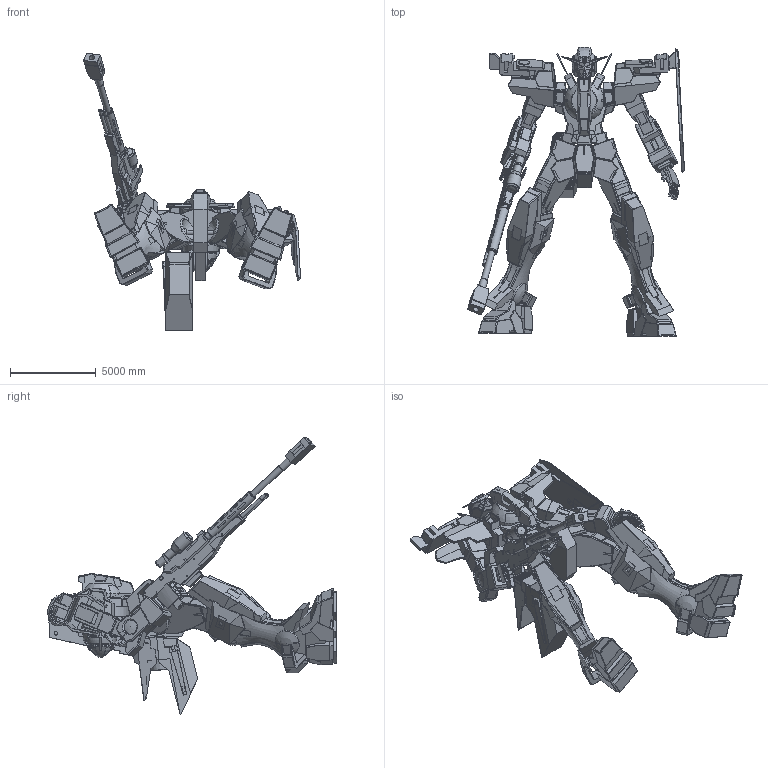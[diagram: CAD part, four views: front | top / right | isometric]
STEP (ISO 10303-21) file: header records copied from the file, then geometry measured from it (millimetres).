
FILE_DESCRIPTION( ( 'Unknown' ), '1' );
FILE_NAME( 'full assy.stp', 'Unknown', ( 'Unknown' ), ( 'Unknown' ), 'PSStep 17.0.49', 'Unknown', ' ' );
FILE_SCHEMA( ( 'AUTOMOTIVE_DESIGN { 1 0 10303 214 1 1 1 1 }' ) );
Length unit declared in the file: millimetre
Products named in the file (43): left hand_0; finger3_1_0; finger1-1_3_0; Compo-85_0; finger3_0_0; finger2_0; finger1-1_2_0; finger1-1_1_0; finger1-1_0_0; Compo-59_0; right hand_0; Compo-111_0; Compo-109_0; right arm_0; side shield_0_0; shield mount_0; elbow_0; upper arm_0; shoulder plate_0; lower arm_0_0; left arm_0; Compo-93_0; lower arm_1_0; right leg_0; foot_0; shin_0; knee_0; Compo-39_0; left leg_0; Compo-29_0; head assy_0; neck_0; visor_0; head_0; torso assy_0; hip jets_0; hip_0; arm attach_0; torso_0; Assem1 ...
Assembly tree (71 placements, depth 4):
  Assem1
    rifle_0
    hip plate_0_0
    hip plate_1_0
    right arm_0
      side shield_0_0
      shield mount_0
      elbow_0
      upper arm_0
      shoulder plate_0
      lower arm_0_0
      right hand_0
        finger3_0_0  x4
        finger2_0  x4
        finger1-1_0_0  x2
        finger1-1_1_0
        finger1-1_2_0
        finger3_1_0
        finger1-1_3_0
        Compo-111_0
        Compo-109_0
    left arm_0
      Compo-93_0
      lower arm_1_0
      shield mount_0
      elbow_0
      upper arm_0
      shoulder plate_0
      left hand_0
        finger3_1_0
        finger1-1_3_0
        Compo-85_0
        finger3_0_0  x4
        finger2_0  x4
        finger1-1_2_0  x2
        finger1-1_1_0
        finger1-1_0_0
        Compo-59_0
    right leg_0
      foot_0
      shin_0
      knee_0
      Compo-39_0
    left leg_0
      foot_0
      shin_0
      knee_0
      Compo-29_0
    torso assy_0
      hip jets_0
      hip_0
      arm attach_0  x2
      torso_0
    head assy_0
      neck_0
      visor_0
      head_0
Bounding box: 12644.32 x 16855.26 x 16163.35 mm (x, y, z)
Volume: 142479946884.3 mm3; surface area: 867713434.5 mm2
Topology: 63 solids, 71 shells, 5062 faces, 13567 edges, 8739 vertices
Faces by surface type: plane 4241, cylinder 314, cone 224, bspline 173, extrusion 45, sphere 31, offset 18, revolution 14, torus 2
Full cylindrical faces by diameter (mm): 50 x2, 90 x11, 100 x2, 125 x4, 150 x2, 160 x2, 200 x14, 240 x2, 250 x33, 290 x2, 300 x2, 320 x2, 340 x1, 360 x1, 380 x1, 400 x1, 432 x1, 460 x2, 500 x2, 576 x1, 712 x1, 792 x1, 1500 x4
Entity records: 173475 total; most frequent: CARTESIAN_POINT 45633, ORIENTED_EDGE 20704, DIRECTION 17870, EDGE_CURVE 10352, VECTOR 8508, LINE 8472, VERTEX_POINT 6729, AXIS2_PLACEMENT_3D 4672
